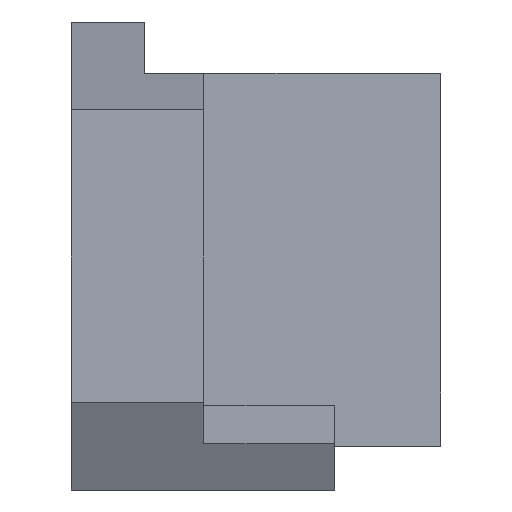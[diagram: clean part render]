
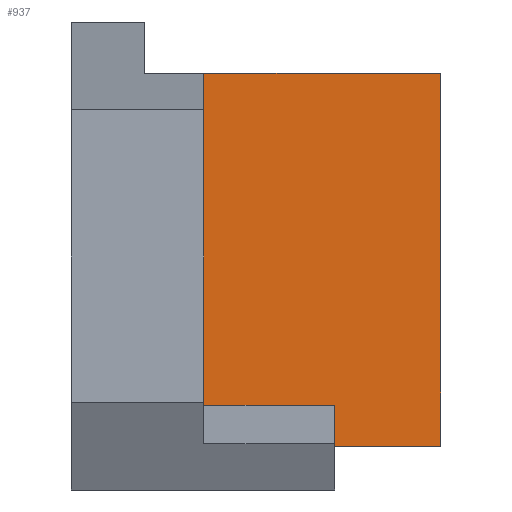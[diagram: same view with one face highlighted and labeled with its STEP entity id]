
A CAD part, left-side view. The second image highlights one B-rep face of the part: STEP entity #937.
In plain terms, the highlighted planar face has unit normal (-1, 0, 0).
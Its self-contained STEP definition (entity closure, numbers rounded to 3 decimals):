
#59=PLANE('',#1042);
#94=FACE_OUTER_BOUND('',#159,.T.);
#159=EDGE_LOOP('',(#754,#755,#756,#757,#758,#759));
#209=LINE('',#1442,#287);
#221=LINE('',#1477,#299);
#228=LINE('',#1503,#306);
#233=LINE('',#1517,#311);
#236=LINE('',#1521,#314);
#250=LINE('',#1565,#328);
#287=VECTOR('',#1153,10.);
#299=VECTOR('',#1179,10.);
#306=VECTOR('',#1202,10.);
#311=VECTOR('',#1215,10.);
#314=VECTOR('',#1220,10.);
#328=VECTOR('',#1262,10.);
#434=VERTEX_POINT('',#1440);
#435=VERTEX_POINT('',#1441);
#451=VERTEX_POINT('',#1475);
#461=VERTEX_POINT('',#1500);
#462=VERTEX_POINT('',#1502);
#467=VERTEX_POINT('',#1515);
#524=EDGE_CURVE('',#434,#435,#209,.T.);
#542=EDGE_CURVE('',#435,#451,#221,.T.);
#554=EDGE_CURVE('',#461,#462,#228,.T.);
#562=EDGE_CURVE('',#467,#461,#233,.T.);
#565=EDGE_CURVE('',#467,#434,#236,.T.);
#586=EDGE_CURVE('',#451,#462,#250,.T.);
#754=ORIENTED_EDGE('',*,*,#542,.T.);
#755=ORIENTED_EDGE('',*,*,#586,.T.);
#756=ORIENTED_EDGE('',*,*,#554,.F.);
#757=ORIENTED_EDGE('',*,*,#562,.F.);
#758=ORIENTED_EDGE('',*,*,#565,.T.);
#759=ORIENTED_EDGE('',*,*,#524,.T.);
#937=ADVANCED_FACE('',(#94),#59,.F.);
#1042=AXIS2_PLACEMENT_3D('',#1564,#1260,#1261);
#1153=DIRECTION('',(0.,-1.,0.));
#1179=DIRECTION('',(0.,0.,-1.));
#1202=DIRECTION('',(0.,0.,-1.));
#1215=DIRECTION('',(0.,-1.,0.));
#1220=DIRECTION('',(0.,0.,-1.));
#1260=DIRECTION('center_axis',(1.,0.,0.));
#1261=DIRECTION('ref_axis',(0.,0.,-1.));
#1262=DIRECTION('',(0.,-1.,0.));
#1440=CARTESIAN_POINT('',(0.,73.45,-170.2));
#1441=CARTESIAN_POINT('',(0.,64.5,-170.2));
#1442=CARTESIAN_POINT('',(0.,71.213,-170.2));
#1475=CARTESIAN_POINT('',(0.,64.5,-173.));
#1477=CARTESIAN_POINT('',(0.,64.5,-160.253));
#1500=CARTESIAN_POINT('',(0.,57.25,-147.505));
#1502=CARTESIAN_POINT('',(0.,57.25,-173.));
#1503=CARTESIAN_POINT('',(0.,57.25,-153.879));
#1515=CARTESIAN_POINT('',(0.,73.45,-147.505));
#1517=CARTESIAN_POINT('',(0.,63.25,-147.505));
#1521=CARTESIAN_POINT('',(0.,73.45,-170.));
#1564=CARTESIAN_POINT('Origin',(0.,49.,-147.505));
#1565=CARTESIAN_POINT('',(0.,63.25,-173.));
